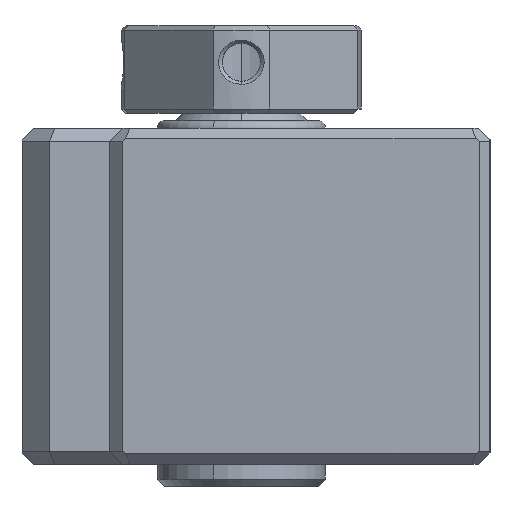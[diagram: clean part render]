
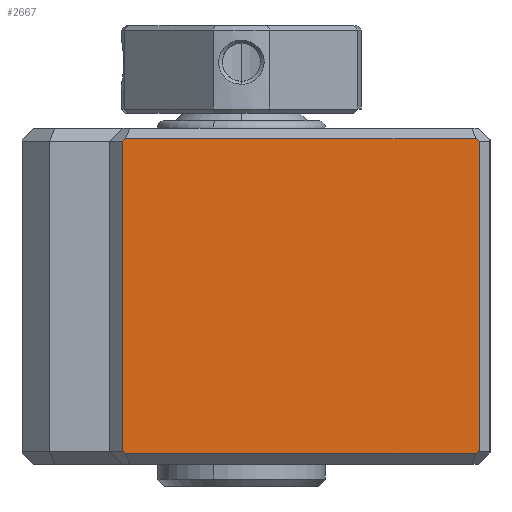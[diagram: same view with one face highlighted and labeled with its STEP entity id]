
A CAD part, left-side view. The second image highlights one B-rep face of the part: STEP entity #2667.
In plain terms, the highlighted planar face has unit normal (-1, 0, 0).
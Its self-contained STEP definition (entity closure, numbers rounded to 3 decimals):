
#128=PLANE('',#2870);
#340=VECTOR('',#3368,1.);
#341=VECTOR('',#3369,1.);
#342=VECTOR('',#3370,1.);
#343=VECTOR('',#3371,1.);
#344=VECTOR('',#3372,1.);
#345=VECTOR('',#3373,1.);
#346=VECTOR('',#3374,1.);
#347=VECTOR('',#3375,1.);
#556=LINE('',#4329,#340);
#557=LINE('',#4332,#341);
#558=LINE('',#4334,#342);
#559=LINE('',#4336,#343);
#560=LINE('',#4338,#344);
#561=LINE('',#4340,#345);
#562=LINE('',#4342,#346);
#563=LINE('',#4344,#347);
#764=VERTEX_POINT('',#4330);
#765=VERTEX_POINT('',#4331);
#766=VERTEX_POINT('',#4333);
#767=VERTEX_POINT('',#4335);
#768=VERTEX_POINT('',#4337);
#769=VERTEX_POINT('',#4339);
#770=VERTEX_POINT('',#4341);
#771=VERTEX_POINT('',#4343);
#1228=EDGE_CURVE('',#764,#765,#556,.T.);
#1229=EDGE_CURVE('',#766,#764,#557,.T.);
#1230=EDGE_CURVE('',#767,#766,#558,.T.);
#1231=EDGE_CURVE('',#768,#767,#559,.T.);
#1232=EDGE_CURVE('',#769,#768,#560,.T.);
#1233=EDGE_CURVE('',#770,#769,#561,.T.);
#1234=EDGE_CURVE('',#771,#770,#562,.T.);
#1235=EDGE_CURVE('',#765,#771,#563,.T.);
#1773=ORIENTED_EDGE('',*,*,#1228,.F.);
#1774=ORIENTED_EDGE('',*,*,#1229,.F.);
#1775=ORIENTED_EDGE('',*,*,#1230,.F.);
#1776=ORIENTED_EDGE('',*,*,#1231,.F.);
#1777=ORIENTED_EDGE('',*,*,#1232,.F.);
#1778=ORIENTED_EDGE('',*,*,#1233,.F.);
#1779=ORIENTED_EDGE('',*,*,#1234,.F.);
#1780=ORIENTED_EDGE('',*,*,#1235,.F.);
#2301=EDGE_LOOP('',(#1773,#1774,#1775,#1776,#1777,#1778,#1779,#1780));
#2487=FACE_BOUND('',#2301,.T.);
#2667=ADVANCED_FACE('',(#2487),#128,.T.);
#2870=AXIS2_PLACEMENT_3D('',#4328,#3367,$);
#3367=DIRECTION('',(-1.,0.,0.));
#3368=DIRECTION('',(0.,-0.816,0.577));
#3369=DIRECTION('',(0.,0.,1.));
#3370=DIRECTION('',(0.,0.816,0.577));
#3371=DIRECTION('',(0.,1.,0.));
#3372=DIRECTION('',(0.,0.816,-0.577));
#3373=DIRECTION('',(0.,0.,-1.));
#3374=DIRECTION('',(0.,-0.816,-0.577));
#3375=DIRECTION('',(0.,-1.,0.));
#4328=CARTESIAN_POINT('',(-26.,0.,-31.7));
#4329=CARTESIAN_POINT('',(-26.,25.15,10.6));
#4330=CARTESIAN_POINT('',(-26.,25.15,10.6));
#4331=CARTESIAN_POINT('',(-26.,24.938,10.75));
#4332=CARTESIAN_POINT('',(-26.,25.15,-10.6));
#4333=CARTESIAN_POINT('',(-26.,25.15,-10.6));
#4334=CARTESIAN_POINT('',(-26.,24.938,-10.75));
#4335=CARTESIAN_POINT('',(-26.,24.938,-10.75));
#4336=CARTESIAN_POINT('',(-26.,0.942,-10.75));
#4337=CARTESIAN_POINT('',(-26.,0.942,-10.75));
#4338=CARTESIAN_POINT('',(-26.,0.73,-10.6));
#4339=CARTESIAN_POINT('',(-26.,0.73,-10.6));
#4340=CARTESIAN_POINT('',(-26.,0.73,10.6));
#4341=CARTESIAN_POINT('',(-26.,0.73,10.6));
#4342=CARTESIAN_POINT('',(-26.,0.942,10.75));
#4343=CARTESIAN_POINT('',(-26.,0.942,10.75));
#4344=CARTESIAN_POINT('',(-26.,24.938,10.75));
